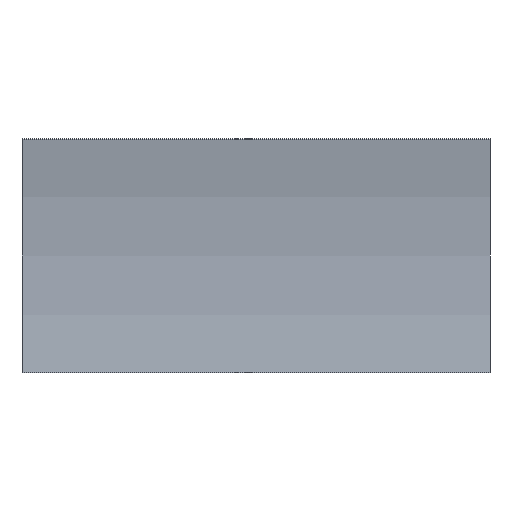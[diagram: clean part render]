
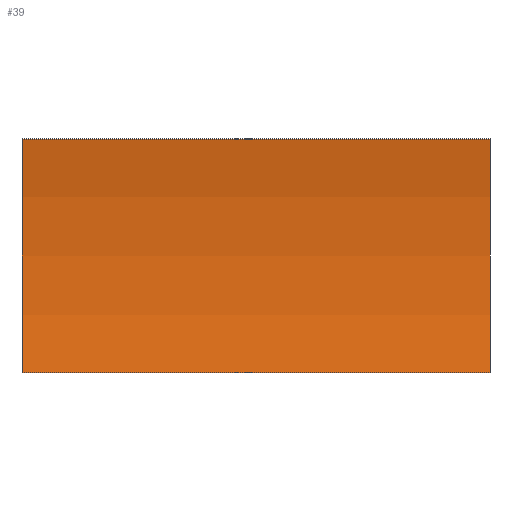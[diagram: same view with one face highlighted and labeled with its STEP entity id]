
A CAD part, left-side view. The second image highlights one B-rep face of the part: STEP entity #39.
In plain terms, the highlighted cylindrical face has radius 51.68 mm (diameter 103.36 mm), a partial arc.
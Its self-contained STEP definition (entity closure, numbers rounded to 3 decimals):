
#1 = CIRCLE ( 'NONE', #61, 51.68 ) ;
#5 = VERTEX_POINT ( 'NONE', #191 ) ;
#6 = DIRECTION ( 'NONE',  ( 0., 0., 1. ) ) ;
#31 = CARTESIAN_POINT ( 'NONE',  ( -54.68, 0., 10. ) ) ;
#35 = LINE ( 'NONE', #185, #122 ) ;
#37 = CARTESIAN_POINT ( 'NONE',  ( -3.977, 40., 0. ) ) ;
#39 = ADVANCED_FACE ( 'NONE', ( #176 ), #196, .F. ) ;
#61 = AXIS2_PLACEMENT_3D ( 'NONE', #165, #147, #131 ) ;
#63 = DIRECTION ( 'NONE',  ( 0., -1., 0. ) ) ;
#67 = EDGE_CURVE ( 'NONE', #5, #198, #35, .T. ) ;
#68 = DIRECTION ( 'NONE',  ( 0., -1., 0. ) ) ;
#83 = ORIENTED_EDGE ( 'NONE', *, *, #123, .T. ) ;
#84 = EDGE_CURVE ( 'NONE', #140, #5, #1, .T. ) ;
#87 = AXIS2_PLACEMENT_3D ( 'NONE', #31, #169, #6 ) ;
#88 = ORIENTED_EDGE ( 'NONE', *, *, #182, .T. ) ;
#90 = CARTESIAN_POINT ( 'NONE',  ( -3.977, 0., 20. ) ) ;
#96 = AXIS2_PLACEMENT_3D ( 'NONE', #129, #63, #186 ) ;
#109 = VECTOR ( 'NONE', #68, 1000. ) ;
#122 = VECTOR ( 'NONE', #183, 1000. ) ;
#123 = EDGE_CURVE ( 'NONE', #140, #161, #158, .T. ) ;
#129 = CARTESIAN_POINT ( 'NONE',  ( -54.68, 40., 10. ) ) ;
#131 = DIRECTION ( 'NONE',  ( 0., 0., 1. ) ) ;
#133 = ORIENTED_EDGE ( 'NONE', *, *, #67, .F. ) ;
#137 = CARTESIAN_POINT ( 'NONE',  ( -3.977, 0., 0. ) ) ;
#140 = VERTEX_POINT ( 'NONE', #37 ) ;
#142 = CARTESIAN_POINT ( 'NONE',  ( -3.977, 40., 0. ) ) ;
#145 = CIRCLE ( 'NONE', #87, 51.68 ) ;
#147 = DIRECTION ( 'NONE',  ( 0., -1., 0. ) ) ;
#158 = LINE ( 'NONE', #142, #109 ) ;
#161 = VERTEX_POINT ( 'NONE', #137 ) ;
#165 = CARTESIAN_POINT ( 'NONE',  ( -54.68, 40., 10. ) ) ;
#168 = EDGE_LOOP ( 'NONE', ( #88, #133, #192, #83 ) ) ;
#169 = DIRECTION ( 'NONE',  ( 0., -1., 0. ) ) ;
#176 = FACE_OUTER_BOUND ( 'NONE', #168, .T. ) ;
#182 = EDGE_CURVE ( 'NONE', #161, #198, #145, .T. ) ;
#183 = DIRECTION ( 'NONE',  ( 0., -1., 0. ) ) ;
#185 = CARTESIAN_POINT ( 'NONE',  ( -3.977, 40., 20. ) ) ;
#186 = DIRECTION ( 'NONE',  ( 0., 0., -1. ) ) ;
#191 = CARTESIAN_POINT ( 'NONE',  ( -3.977, 40., 20. ) ) ;
#192 = ORIENTED_EDGE ( 'NONE', *, *, #84, .F. ) ;
#196 = CYLINDRICAL_SURFACE ( 'NONE', #96, 51.68 ) ;
#198 = VERTEX_POINT ( 'NONE', #90 ) ;
